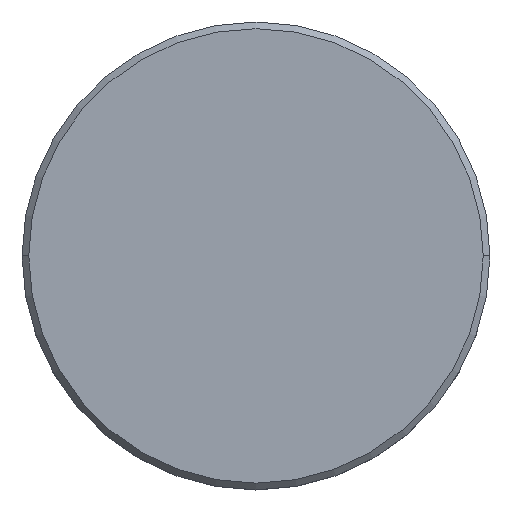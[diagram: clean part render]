
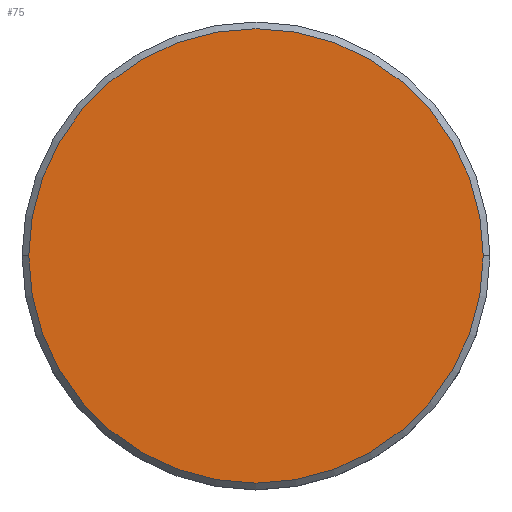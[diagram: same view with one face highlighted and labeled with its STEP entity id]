
A CAD part, top view. The second image highlights one B-rep face of the part: STEP entity #75.
In plain terms, the highlighted planar face has unit normal (0, 0, 1).
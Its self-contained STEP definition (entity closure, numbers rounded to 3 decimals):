
#2 = AXIS2_PLACEMENT_3D ( 'NONE', #208, #932, #116 ) ;
#75 = ADVANCED_FACE ( 'NONE', ( #78 ), #82, .T. ) ;
#78 = FACE_OUTER_BOUND ( 'NONE', #1087, .T. ) ;
#82 = PLANE ( 'NONE',  #1163 ) ;
#94 = CARTESIAN_POINT ( 'NONE',  ( -17., 0., 0. ) ) ;
#95 = VERTEX_POINT ( 'NONE', #94 ) ;
#116 = DIRECTION ( 'NONE',  ( 1., 0., 0. ) ) ;
#174 = DIRECTION ( 'NONE',  ( 0., 0., 1. ) ) ;
#208 = CARTESIAN_POINT ( 'NONE',  ( 0., 0., 0. ) ) ;
#232 = EDGE_CURVE ( 'NONE', #299, #95, #310, .T. ) ;
#262 = DIRECTION ( 'NONE',  ( 1., 0., 0. ) ) ;
#299 = VERTEX_POINT ( 'NONE', #668 ) ;
#310 = CIRCLE ( 'NONE', #2, 17. ) ;
#357 = EDGE_CURVE ( 'NONE', #95, #299, #520, .T. ) ;
#520 = CIRCLE ( 'NONE', #939, 17. ) ;
#668 = CARTESIAN_POINT ( 'NONE',  ( 17., 0., 0. ) ) ;
#674 = ORIENTED_EDGE ( 'NONE', *, *, #357, .T. ) ;
#684 = DIRECTION ( 'NONE',  ( 0., 0., 1. ) ) ;
#912 = ORIENTED_EDGE ( 'NONE', *, *, #232, .T. ) ;
#932 = DIRECTION ( 'NONE',  ( 0., 0., 1. ) ) ;
#939 = AXIS2_PLACEMENT_3D ( 'NONE', #1139, #684, #1049 ) ;
#1049 = DIRECTION ( 'NONE',  ( 1., 0., 0. ) ) ;
#1077 = CARTESIAN_POINT ( 'NONE',  ( 0., 0., 0. ) ) ;
#1087 = EDGE_LOOP ( 'NONE', ( #674, #912 ) ) ;
#1139 = CARTESIAN_POINT ( 'NONE',  ( 0., 0., 0. ) ) ;
#1163 = AXIS2_PLACEMENT_3D ( 'NONE', #1077, #174, #262 ) ;
